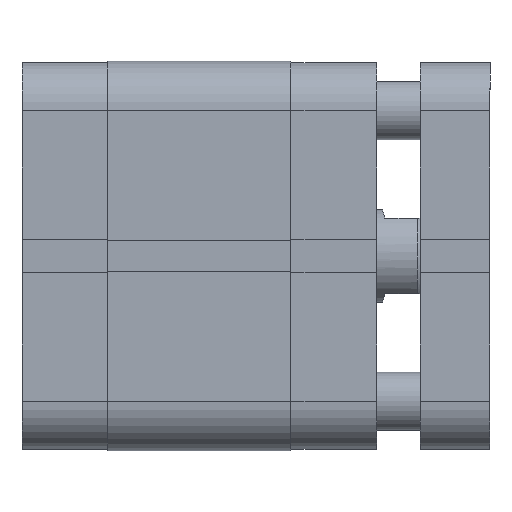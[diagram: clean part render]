
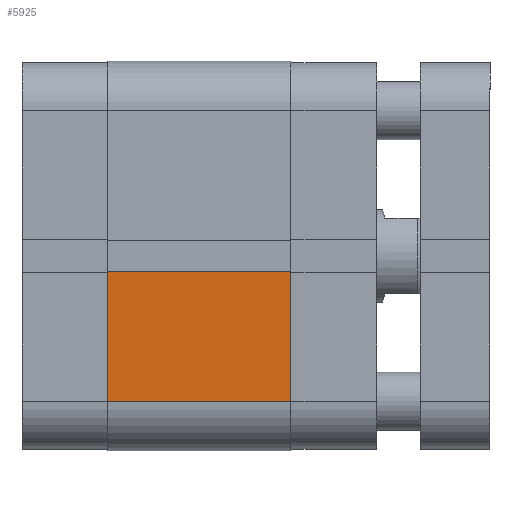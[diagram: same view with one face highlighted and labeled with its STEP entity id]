
A CAD part, front view. The second image highlights one B-rep face of the part: STEP entity #5925.
In plain terms, the highlighted planar face has unit normal (0, -1, 0).
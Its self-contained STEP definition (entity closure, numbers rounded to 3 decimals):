
#1472 = VERTEX_POINT ( 'NONE', #6055 ) ;
#1495 = VERTEX_POINT ( 'NONE', #6078 ) ;
#1506 = VERTEX_POINT ( 'NONE', #6089 ) ;
#1522 = VERTEX_POINT ( 'NONE', #6105 ) ;
#1655 = EDGE_LOOP ( 'NONE', ( #5484, #5481, #4867, #4874 ) ) ;
#2269 = FACE_OUTER_BOUND ( 'NONE', #1655, .T. ) ;
#4646 = LINE ( 'NONE', #5225, #4661 ) ;
#4656 = VECTOR ( 'NONE', #5255, 1000. ) ;
#4659 = LINE ( 'NONE', #5235, #4660 ) ;
#4660 = VECTOR ( 'NONE', #5237, 1000. ) ;
#4661 = VECTOR ( 'NONE', #5241, 1000. ) ;
#4666 = LINE ( 'NONE', #5233, #4656 ) ;
#4668 = LINE ( 'NONE', #5258, #4669 ) ;
#4669 = VECTOR ( 'NONE', #5260, 1000. ) ;
#4867 = ORIENTED_EDGE ( 'NONE', *, *, #7914, .F. ) ;
#4874 = ORIENTED_EDGE ( 'NONE', *, *, #7913, .T. ) ;
#5225 = CARTESIAN_POINT ( 'NONE',  ( -2.6, -33.5, 31.5 ) ) ;
#5233 = CARTESIAN_POINT ( 'NONE',  ( -25., -33.5, 31.5 ) ) ;
#5235 = CARTESIAN_POINT ( 'NONE',  ( 0., -33.5, 0. ) ) ;
#5237 = DIRECTION ( 'NONE',  ( 1., 0., 0. ) ) ;
#5241 = DIRECTION ( 'NONE',  ( 0., 0., -1. ) ) ;
#5255 = DIRECTION ( 'NONE',  ( 0., 0., -1. ) ) ;
#5258 = CARTESIAN_POINT ( 'NONE',  ( 0., -33.5, 31.5 ) ) ;
#5260 = DIRECTION ( 'NONE',  ( 1., 0., 0. ) ) ;
#5481 = ORIENTED_EDGE ( 'NONE', *, *, #7910, .F. ) ;
#5484 = ORIENTED_EDGE ( 'NONE', *, *, #7909, .T. ) ;
#5925 = ADVANCED_FACE ( 'NONE', ( #2269 ), #6987, .F. ) ;
#6055 = CARTESIAN_POINT ( 'NONE',  ( -2.6, -33.5, 31.5 ) ) ;
#6078 = CARTESIAN_POINT ( 'NONE',  ( -2.6, -33.5, 0. ) ) ;
#6089 = CARTESIAN_POINT ( 'NONE',  ( -25., -33.5, 0. ) ) ;
#6105 = CARTESIAN_POINT ( 'NONE',  ( -25., -33.5, 31.5 ) ) ;
#6986 = CARTESIAN_POINT ( 'NONE',  ( 0., -33.5, 31.5 ) ) ;
#6987 = PLANE ( 'NONE',  #8174 ) ;
#6989 = DIRECTION ( 'NONE',  ( 0., 1., 0. ) ) ;
#6990 = DIRECTION ( 'NONE',  ( 0., 0., 1. ) ) ;
#7909 = EDGE_CURVE ( 'NONE', #1506, #1495, #4659, .T. ) ;
#7910 = EDGE_CURVE ( 'NONE', #1472, #1495, #4646, .T. ) ;
#7913 = EDGE_CURVE ( 'NONE', #1522, #1506, #4666, .T. ) ;
#7914 = EDGE_CURVE ( 'NONE', #1522, #1472, #4668, .T. ) ;
#8174 = AXIS2_PLACEMENT_3D ( 'NONE', #6986, #6989, #6990 ) ;
